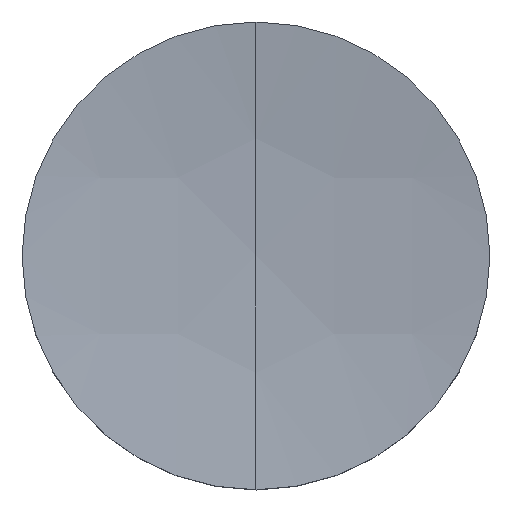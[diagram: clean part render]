
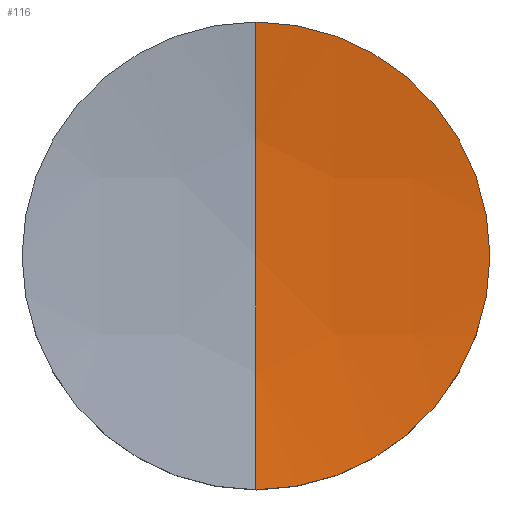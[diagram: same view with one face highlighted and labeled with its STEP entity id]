
A CAD part, top view. The second image highlights one B-rep face of the part: STEP entity #116.
In plain terms, the highlighted free-form (B-spline) face has degree [3, 3] with [4, 4] control points.
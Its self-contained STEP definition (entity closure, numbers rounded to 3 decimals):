
#1 = CARTESIAN_POINT ( 'NONE',  ( 0., 0., 3.022 ) ) ;
#3 = VERTEX_POINT ( 'NONE', #108 ) ;
#9 = CARTESIAN_POINT ( 'NONE',  ( 0., -6.35, 3.022 ) ) ;
#11 = EDGE_LOOP ( 'NONE', ( #172, #38, #188 ) ) ;
#29 = CARTESIAN_POINT ( 'NONE',  ( 6.33, 6.426, 3.455 ) ) ;
#37 = AXIS2_PLACEMENT_3D ( 'NONE', #133, #243, #267 ) ;
#38 = ORIENTED_EDGE ( 'NONE', *, *, #268, .T. ) ;
#44 = DIRECTION ( 'NONE',  ( 1., 0., 0. ) ) ;
#49 = CARTESIAN_POINT ( 'NONE',  ( 6.407, 2.155, 2.883 ) ) ;
#59 = EDGE_CURVE ( 'NONE', #3, #162, #271, .T. ) ;
#78 = CARTESIAN_POINT ( 'NONE',  ( 6.407, -2.155, 2.883 ) ) ;
#81 = DIRECTION ( 'NONE',  ( 1., 0., 0. ) ) ;
#83 = CARTESIAN_POINT ( 'NONE',  ( 2.118, 6.426, 3.032 ) ) ;
#96 = DIRECTION ( 'NONE',  ( 0., 0., -1. ) ) ;
#103 = CARTESIAN_POINT ( 'NONE',  ( 4.231, -6.426, 3.173 ) ) ;
#108 = CARTESIAN_POINT ( 'NONE',  ( 6.35, 0., 3.022 ) ) ;
#116 = ADVANCED_FACE ( 'NONE', ( #217 ), #280, .F. ) ;
#133 = CARTESIAN_POINT ( 'NONE',  ( 0., 0., 50.62 ) ) ;
#135 = EDGE_CURVE ( 'NONE', #244, #3, #154, .T. ) ;
#142 = DIRECTION ( 'NONE',  ( 0., 0., -1. ) ) ;
#148 = CARTESIAN_POINT ( 'NONE',  ( 4.231, 6.426, 3.173 ) ) ;
#154 = CIRCLE ( 'NONE', #206, 6.35 ) ;
#158 = CIRCLE ( 'NONE', #37, 48.02 ) ;
#160 = CARTESIAN_POINT ( 'NONE',  ( 4.283, -2.155, 2.598 ) ) ;
#162 = VERTEX_POINT ( 'NONE', #9 ) ;
#165 = CARTESIAN_POINT ( 'NONE',  ( 0., -2.155, 2.455 ) ) ;
#172 = ORIENTED_EDGE ( 'NONE', *, *, #135, .F. ) ;
#185 = CARTESIAN_POINT ( 'NONE',  ( 2.144, 2.155, 2.455 ) ) ;
#188 = ORIENTED_EDGE ( 'NONE', *, *, #59, .F. ) ;
#203 = CARTESIAN_POINT ( 'NONE',  ( 0., 2.155, 2.455 ) ) ;
#204 = CARTESIAN_POINT ( 'NONE',  ( 0., 0., 3.022 ) ) ;
#206 = AXIS2_PLACEMENT_3D ( 'NONE', #204, #96, #81 ) ;
#210 = CARTESIAN_POINT ( 'NONE',  ( 6.33, -6.426, 3.455 ) ) ;
#211 = CARTESIAN_POINT ( 'NONE',  ( 2.144, -2.155, 2.455 ) ) ;
#217 = FACE_OUTER_BOUND ( 'NONE', #11, .T. ) ;
#235 = CARTESIAN_POINT ( 'NONE',  ( 4.283, 2.155, 2.598 ) ) ;
#236 = CARTESIAN_POINT ( 'NONE',  ( 0., 6.35, 3.022 ) ) ;
#238 = CARTESIAN_POINT ( 'NONE',  ( 2.118, -6.426, 3.032 ) ) ;
#243 = DIRECTION ( 'NONE',  ( -1., 0., 0. ) ) ;
#244 = VERTEX_POINT ( 'NONE', #236 ) ;
#259 = CARTESIAN_POINT ( 'NONE',  ( 0., -6.426, 3.032 ) ) ;
#267 = DIRECTION ( 'NONE',  ( 0., 1., 0. ) ) ;
#268 = EDGE_CURVE ( 'NONE', #244, #162, #158, .T. ) ;
#271 = CIRCLE ( 'NONE', #284, 6.35 ) ;
#280 =( BOUNDED_SURFACE ( )  B_SPLINE_SURFACE ( 3, 3, ( 
 ( #29, #148, #83, #282 ),
 ( #49, #235, #185, #203 ),
 ( #78, #160, #211, #165 ),
 ( #210, #103, #238, #259 ) ),
 .UNSPECIFIED., .F., .F., .F. ) 
 B_SPLINE_SURFACE_WITH_KNOTS ( ( 4, 4 ),
 ( 4, 4 ),
 ( 0., 1. ),
 ( 0., 1. ),
 .UNSPECIFIED. ) 
 GEOMETRIC_REPRESENTATION_ITEM ( )  RATIONAL_B_SPLINE_SURFACE ( (
 ( 1., 0.999, 0.999, 1.),
 ( 0.994, 0.993, 0.993, 0.994),
 ( 0.994, 0.993, 0.993, 0.994),
 ( 1., 0.999, 0.999, 1.) ) ) 
 REPRESENTATION_ITEM ( '' )  SURFACE ( )  );
#282 = CARTESIAN_POINT ( 'NONE',  ( 0., 6.426, 3.032 ) ) ;
#284 = AXIS2_PLACEMENT_3D ( 'NONE', #1, #142, #44 ) ;
